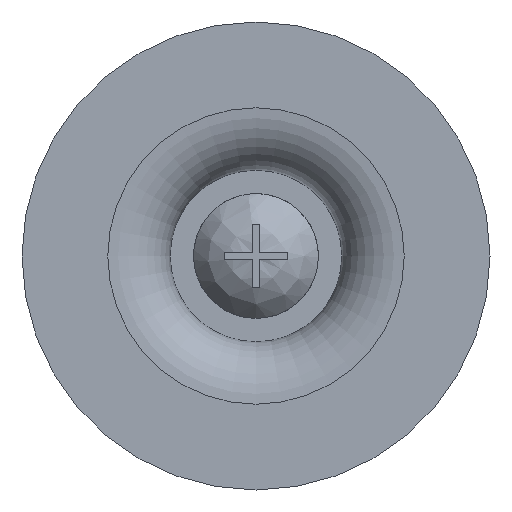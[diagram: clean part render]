
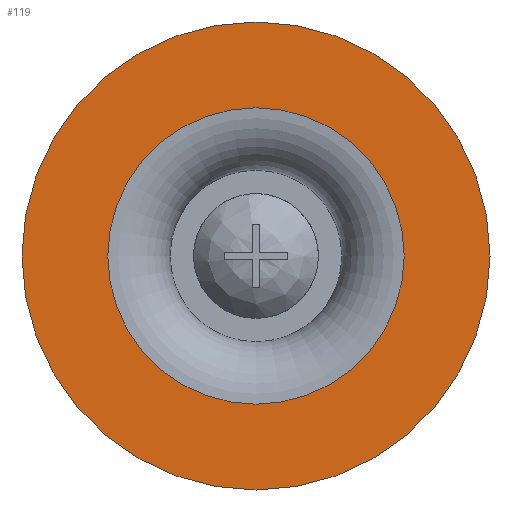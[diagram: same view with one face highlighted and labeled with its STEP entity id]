
A CAD part, front view. The second image highlights one B-rep face of the part: STEP entity #119.
In plain terms, the highlighted planar face has unit normal (0, -1, 0).
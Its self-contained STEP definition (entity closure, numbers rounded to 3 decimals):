
#119 = ADVANCED_FACE( '', ( #258, #259 ), #260, .F. );
#258 = FACE_BOUND( '', #447, .T. );
#259 = FACE_OUTER_BOUND( '', #448, .T. );
#260 = PLANE( '', #449 );
#447 = EDGE_LOOP( '', ( #718 ) );
#448 = EDGE_LOOP( '', ( #719 ) );
#449 = AXIS2_PLACEMENT_3D( '', #720, #721, #722 );
#718 = ORIENTED_EDGE( '', *, *, #975, .F. );
#719 = ORIENTED_EDGE( '', *, *, #968, .T. );
#720 = CARTESIAN_POINT( '', ( 15., 0., 0. ) );
#721 = DIRECTION( '', ( 0., 1., 0. ) );
#722 = DIRECTION( '', ( 0., 0., 1. ) );
#968 = EDGE_CURVE( '', #1157, #1157, #1158, .T. );
#975 = EDGE_CURVE( '', #1167, #1167, #1168, .T. );
#1157 = VERTEX_POINT( '', #1537 );
#1158 = CIRCLE( '', #1538, 15. );
#1167 = VERTEX_POINT( '', #1549 );
#1168 = CIRCLE( '', #1550, 9.5 );
#1537 = CARTESIAN_POINT( '', ( 0., 0., -15. ) );
#1538 = AXIS2_PLACEMENT_3D( '', #1661, #1662, #1663 );
#1549 = CARTESIAN_POINT( '', ( 0., 0., -9.5 ) );
#1550 = AXIS2_PLACEMENT_3D( '', #1669, #1670, #1671 );
#1661 = CARTESIAN_POINT( '', ( 0., 0., 0. ) );
#1662 = DIRECTION( '', ( 0., -1., 0. ) );
#1663 = DIRECTION( '', ( 0., 0., -1. ) );
#1669 = CARTESIAN_POINT( '', ( 0., 0., 0. ) );
#1670 = DIRECTION( '', ( 0., -1., 0. ) );
#1671 = DIRECTION( '', ( 0., 0., -1. ) );
